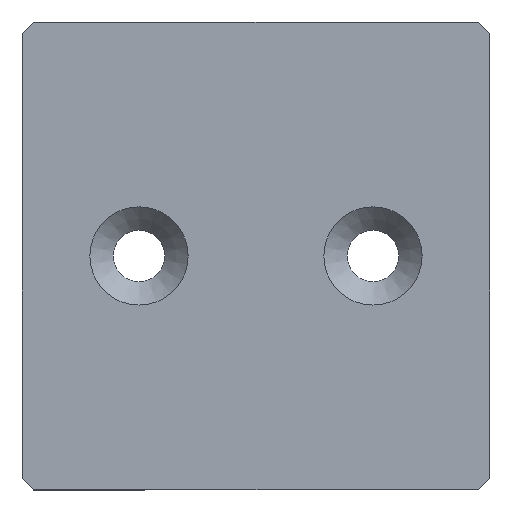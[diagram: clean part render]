
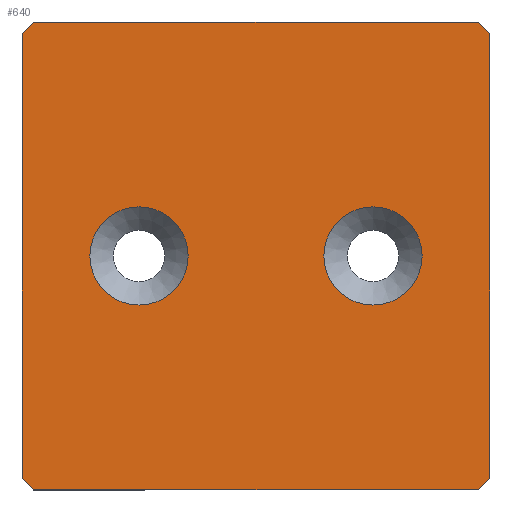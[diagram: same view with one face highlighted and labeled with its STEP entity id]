
A CAD part, top view. The second image highlights one B-rep face of the part: STEP entity #640.
In plain terms, the highlighted planar face has unit normal (0, 0, 1).
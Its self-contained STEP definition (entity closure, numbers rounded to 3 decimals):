
#327=VECTOR('',#555,1.);
#328=VECTOR('',#556,1.);
#329=VECTOR('',#557,1.);
#330=VECTOR('',#558,1.);
#331=VECTOR('',#559,1.);
#332=VECTOR('',#560,1.);
#333=VECTOR('',#561,1.);
#334=VECTOR('',#562,1.);
#351=LINE('',#665,#327);
#352=LINE('',#667,#328);
#353=LINE('',#669,#329);
#354=LINE('',#671,#330);
#355=LINE('',#673,#331);
#356=LINE('',#675,#332);
#357=LINE('',#677,#333);
#358=LINE('',#678,#334);
#375=PLANE('',#618);
#387=ORIENTED_EDGE('',*,*,#475,.T.);
#388=ORIENTED_EDGE('',*,*,#476,.T.);
#389=ORIENTED_EDGE('',*,*,#477,.T.);
#390=ORIENTED_EDGE('',*,*,#478,.T.);
#391=ORIENTED_EDGE('',*,*,#479,.T.);
#392=ORIENTED_EDGE('',*,*,#480,.T.);
#393=ORIENTED_EDGE('',*,*,#481,.T.);
#394=ORIENTED_EDGE('',*,*,#482,.T.);
#395=ORIENTED_EDGE('',*,*,#473,.F.);
#396=ORIENTED_EDGE('',*,*,#483,.F.);
#445=CIRCLE('',#616,6.3);
#447=CIRCLE('',#619,6.3);
#451=VERTEX_POINT('',#658);
#453=VERTEX_POINT('',#663);
#454=VERTEX_POINT('',#664);
#455=VERTEX_POINT('',#666);
#456=VERTEX_POINT('',#668);
#457=VERTEX_POINT('',#670);
#458=VERTEX_POINT('',#672);
#459=VERTEX_POINT('',#674);
#460=VERTEX_POINT('',#676);
#461=VERTEX_POINT('',#679);
#473=EDGE_CURVE('',#451,#451,#445,.T.);
#475=EDGE_CURVE('',#453,#454,#351,.T.);
#476=EDGE_CURVE('',#454,#455,#352,.T.);
#477=EDGE_CURVE('',#455,#456,#353,.T.);
#478=EDGE_CURVE('',#456,#457,#354,.T.);
#479=EDGE_CURVE('',#457,#458,#355,.T.);
#480=EDGE_CURVE('',#458,#459,#356,.T.);
#481=EDGE_CURVE('',#459,#460,#357,.T.);
#482=EDGE_CURVE('',#460,#453,#358,.T.);
#483=EDGE_CURVE('',#461,#461,#447,.T.);
#505=EDGE_LOOP('',(#387,#388,#389,#390,#391,#392,#393,#394));
#506=EDGE_LOOP('',(#395));
#507=EDGE_LOOP('',(#396));
#527=FACE_BOUND('',#505,.T.);
#528=FACE_BOUND('',#506,.T.);
#529=FACE_BOUND('',#507,.T.);
#549=DIRECTION('',(0.,0.,1.));
#550=DIRECTION('',(0.,6.3,0.));
#553=DIRECTION('',(0.,0.,1.));
#554=DIRECTION('',(0.,-1.,0.));
#555=DIRECTION('',(0.,-57.,0.));
#556=DIRECTION('',(1.5,-1.5,0.));
#557=DIRECTION('',(57.,0.,0.));
#558=DIRECTION('',(1.5,1.5,0.));
#559=DIRECTION('',(0.,57.,0.));
#560=DIRECTION('',(-1.5,1.5,0.));
#561=DIRECTION('',(-57.,0.,0.));
#562=DIRECTION('',(-1.5,-1.5,0.));
#563=DIRECTION('',(0.,0.,1.));
#564=DIRECTION('',(0.,6.3,0.));
#616=AXIS2_PLACEMENT_3D('',#659,#549,#550);
#618=AXIS2_PLACEMENT_3D('',#662,#553,#554);
#619=AXIS2_PLACEMENT_3D('',#680,#563,#564);
#640=ADVANCED_FACE('',(#527,#528,#529),#375,.T.);
#658=CARTESIAN_POINT('',(15.,36.3,6.));
#659=CARTESIAN_POINT('',(15.,30.,6.));
#662=CARTESIAN_POINT('',(60.,0.,6.));
#663=CARTESIAN_POINT('',(0.,58.5,6.));
#664=CARTESIAN_POINT('',(0.,1.5,6.));
#665=CARTESIAN_POINT('',(0.,58.5,6.));
#666=CARTESIAN_POINT('',(1.5,0.,6.));
#667=CARTESIAN_POINT('',(0.,1.5,6.));
#668=CARTESIAN_POINT('',(58.5,0.,6.));
#669=CARTESIAN_POINT('',(1.5,0.,6.));
#670=CARTESIAN_POINT('',(60.,1.5,6.));
#671=CARTESIAN_POINT('',(58.5,0.,6.));
#672=CARTESIAN_POINT('',(60.,58.5,6.));
#673=CARTESIAN_POINT('',(60.,1.5,6.));
#674=CARTESIAN_POINT('',(58.5,60.,6.));
#675=CARTESIAN_POINT('',(60.,58.5,6.));
#676=CARTESIAN_POINT('',(1.5,60.,6.));
#677=CARTESIAN_POINT('',(58.5,60.,6.));
#678=CARTESIAN_POINT('',(1.5,60.,6.));
#679=CARTESIAN_POINT('',(45.,36.3,6.));
#680=CARTESIAN_POINT('',(45.,30.,6.));
